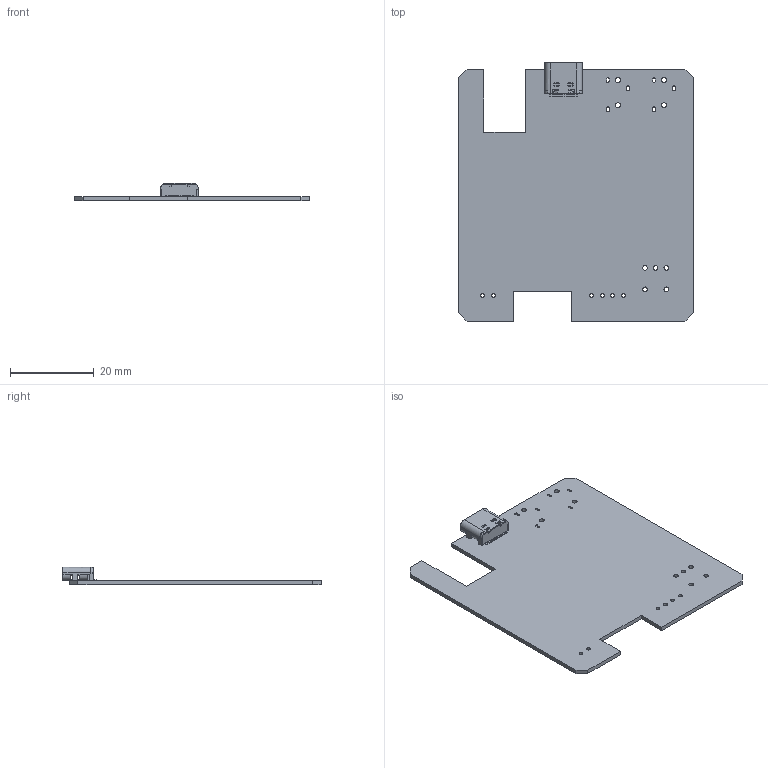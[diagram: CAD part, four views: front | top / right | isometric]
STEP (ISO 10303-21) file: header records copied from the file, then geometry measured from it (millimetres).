
FILE_DESCRIPTION(('KiCad electronic assembly'),'2;1');
FILE_NAME('MIDI_Host.step','2022-07-11T13:07:58',('Pcbnew'),('Kicad'), 'Open CASCADE STEP processor 7.5','KiCad to STEP converter','Unknown' );
FILE_SCHEMA(('AUTOMOTIVE_DESIGN { 1 0 10303 214 1 1 1 1 }'));
Length unit declared in the file: millimetre
Products named in the file (7): MIDI_Host 1; HRO_TYPE-C-31-M-12; SOLID; MIDI_Host PCB
Assembly tree (6 placements, depth 3):
  MIDI_Host 1
    HRO_TYPE-C-31-M-12
      SOLID
      SOLID
      SOLID
      SOLID
    MIDI_Host PCB
Bounding box: 56 x 61.6 x 4.21 mm (x, y, z)
Volume: 3183.2 mm3; surface area: 7050.5 mm2
Topology: 5 solids, 5 shells, 645 faces, 1666 edges, 1006 vertices
Faces by surface type: bspline 570, plane 38, cylinder 37
Full cylindrical faces by diameter (mm): 0.65 x2, 0.9 x6, 1.1 x5, 1.2 x4
Entity records: 37869 total; most frequent: CARTESIAN_POINT 15451, B_SPLINE_CURVE_WITH_KNOTS 3631, ORIENTED_EDGE 3268, PCURVE 3268, DEFINITIONAL_REPRESENTATION 3268, EDGE_CURVE 1634, SURFACE_CURVE 1613, VERTEX_POINT 1006
